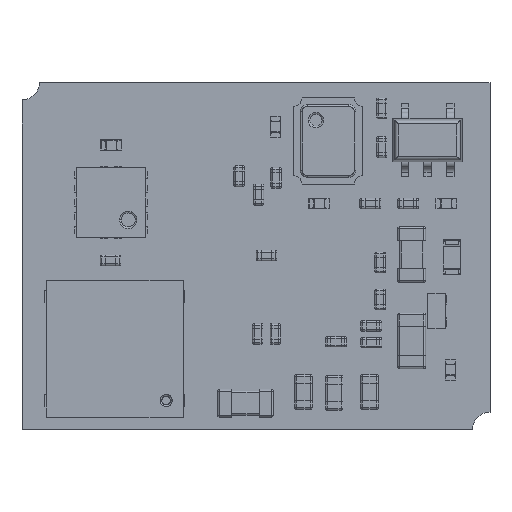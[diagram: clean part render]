
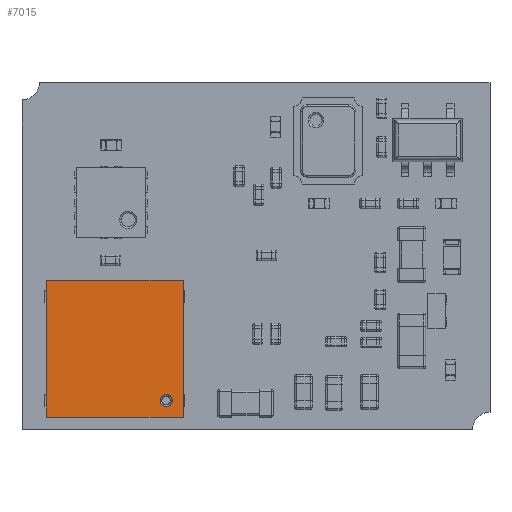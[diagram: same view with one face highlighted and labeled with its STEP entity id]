
A CAD part, top view. The second image highlights one B-rep face of the part: STEP entity #7015.
In plain terms, the highlighted face is planar.
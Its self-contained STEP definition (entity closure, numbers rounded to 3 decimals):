
#6589 = TOROIDAL_SURFACE('',#6590,0.125,0.05);
#6590 = AXIS2_PLACEMENT_3D('',#6591,#6592,#6593);
#6591 = CARTESIAN_POINT('',(-1.5,0.9,1.481));
#6592 = DIRECTION('',(0.,1.,0.));
#6593 = DIRECTION('',(0.,0.,1.));
#6616 = TOROIDAL_SURFACE('',#6617,0.125,0.05);
#6617 = AXIS2_PLACEMENT_3D('',#6618,#6619,#6620);
#6618 = CARTESIAN_POINT('',(-1.5,0.9,1.481));
#6619 = DIRECTION('',(0.,1.,0.));
#6620 = DIRECTION('',(0.,0.,1.));
#6632 = VERTEX_POINT('',#6633);
#6633 = CARTESIAN_POINT('',(-1.5,0.9,1.656));
#6655 = EDGE_CURVE('',#6656,#6632,#6658,.T.);
#6656 = VERTEX_POINT('',#6657);
#6657 = CARTESIAN_POINT('',(-1.5,0.9,1.306));
#6658 = SURFACE_CURVE('',#6659,(#6664,#6671),.PCURVE_S1.);
#6659 = CIRCLE('',#6660,0.175);
#6660 = AXIS2_PLACEMENT_3D('',#6661,#6662,#6663);
#6661 = CARTESIAN_POINT('',(-1.5,0.9,1.481));
#6662 = DIRECTION('',(0.,1.,0.));
#6663 = DIRECTION('',(0.,0.,1.));
#6664 = PCURVE('',#6616,#6665);
#6665 = DEFINITIONAL_REPRESENTATION('',(#6666),#6670);
#6666 = LINE('',#6667,#6668);
#6667 = CARTESIAN_POINT('',(0.,6.283));
#6668 = VECTOR('',#6669,1.);
#6669 = DIRECTION('',(1.,0.));
#6670 = ( GEOMETRIC_REPRESENTATION_CONTEXT(2) 
PARAMETRIC_REPRESENTATION_CONTEXT() REPRESENTATION_CONTEXT('2D SPACE',''
  ) );
#6671 = PCURVE('',#6672,#6677);
#6672 = PLANE('',#6673);
#6673 = AXIS2_PLACEMENT_3D('',#6674,#6675,#6676);
#6674 = CARTESIAN_POINT('',(0.,0.9,0.));
#6675 = DIRECTION('',(0.,1.,0.));
#6676 = DIRECTION('',(0.,0.,1.));
#6677 = DEFINITIONAL_REPRESENTATION('',(#6678),#6682);
#6678 = CIRCLE('',#6679,0.175);
#6679 = AXIS2_PLACEMENT_2D('',#6680,#6681);
#6680 = CARTESIAN_POINT('',(1.481,-1.5));
#6681 = DIRECTION('',(1.,0.));
#6682 = ( GEOMETRIC_REPRESENTATION_CONTEXT(2) 
PARAMETRIC_REPRESENTATION_CONTEXT() REPRESENTATION_CONTEXT('2D SPACE',''
  ) );
#6711 = VERTEX_POINT('',#6712);
#6712 = CARTESIAN_POINT('',(-1.975,0.9,-1.975));
#6721 = PLANE('',#6722);
#6722 = AXIS2_PLACEMENT_3D('',#6723,#6724,#6725);
#6723 = CARTESIAN_POINT('',(-1.975,0.9,1.975));
#6724 = DIRECTION('',(1.,0.,0.));
#6725 = DIRECTION('',(0.,0.,-1.));
#6733 = PLANE('',#6734);
#6734 = AXIS2_PLACEMENT_3D('',#6735,#6736,#6737);
#6735 = CARTESIAN_POINT('',(1.975,0.9,-1.975));
#6736 = DIRECTION('',(0.,0.,1.));
#6737 = DIRECTION('',(1.,0.,0.));
#6745 = EDGE_CURVE('',#6711,#6746,#6748,.T.);
#6746 = VERTEX_POINT('',#6747);
#6747 = CARTESIAN_POINT('',(-1.975,0.9,1.975));
#6748 = SURFACE_CURVE('',#6749,(#6753,#6760),.PCURVE_S1.);
#6749 = LINE('',#6750,#6751);
#6750 = CARTESIAN_POINT('',(-1.975,0.9,1.975));
#6751 = VECTOR('',#6752,1.);
#6752 = DIRECTION('',(0.,0.,1.));
#6753 = PCURVE('',#6721,#6754);
#6754 = DEFINITIONAL_REPRESENTATION('',(#6755),#6759);
#6755 = LINE('',#6756,#6757);
#6756 = CARTESIAN_POINT('',(0.,0.));
#6757 = VECTOR('',#6758,1.);
#6758 = DIRECTION('',(-1.,0.));
#6759 = ( GEOMETRIC_REPRESENTATION_CONTEXT(2) 
PARAMETRIC_REPRESENTATION_CONTEXT() REPRESENTATION_CONTEXT('2D SPACE',''
  ) );
#6760 = PCURVE('',#6672,#6761);
#6761 = DEFINITIONAL_REPRESENTATION('',(#6762),#6766);
#6762 = LINE('',#6763,#6764);
#6763 = CARTESIAN_POINT('',(1.975,-1.975));
#6764 = VECTOR('',#6765,1.);
#6765 = DIRECTION('',(1.,0.));
#6766 = ( GEOMETRIC_REPRESENTATION_CONTEXT(2) 
PARAMETRIC_REPRESENTATION_CONTEXT() REPRESENTATION_CONTEXT('2D SPACE',''
  ) );
#6784 = PLANE('',#6785);
#6785 = AXIS2_PLACEMENT_3D('',#6786,#6787,#6788);
#6786 = CARTESIAN_POINT('',(1.975,0.9,1.975));
#6787 = DIRECTION('',(0.,0.,-1.));
#6788 = DIRECTION('',(-1.,0.,0.));
#6826 = EDGE_CURVE('',#6746,#6827,#6829,.T.);
#6827 = VERTEX_POINT('',#6828);
#6828 = CARTESIAN_POINT('',(1.975,0.9,1.975));
#6829 = SURFACE_CURVE('',#6830,(#6834,#6841),.PCURVE_S1.);
#6830 = LINE('',#6831,#6832);
#6831 = CARTESIAN_POINT('',(1.975,0.9,1.975));
#6832 = VECTOR('',#6833,1.);
#6833 = DIRECTION('',(1.,0.,0.));
#6834 = PCURVE('',#6784,#6835);
#6835 = DEFINITIONAL_REPRESENTATION('',(#6836),#6840);
#6836 = LINE('',#6837,#6838);
#6837 = CARTESIAN_POINT('',(0.,0.));
#6838 = VECTOR('',#6839,1.);
#6839 = DIRECTION('',(-1.,0.));
#6840 = ( GEOMETRIC_REPRESENTATION_CONTEXT(2) 
PARAMETRIC_REPRESENTATION_CONTEXT() REPRESENTATION_CONTEXT('2D SPACE',''
  ) );
#6841 = PCURVE('',#6672,#6842);
#6842 = DEFINITIONAL_REPRESENTATION('',(#6843),#6847);
#6843 = LINE('',#6844,#6845);
#6844 = CARTESIAN_POINT('',(1.975,1.975));
#6845 = VECTOR('',#6846,1.);
#6846 = DIRECTION('',(0.,1.));
#6847 = ( GEOMETRIC_REPRESENTATION_CONTEXT(2) 
PARAMETRIC_REPRESENTATION_CONTEXT() REPRESENTATION_CONTEXT('2D SPACE',''
  ) );
#6865 = PLANE('',#6866);
#6866 = AXIS2_PLACEMENT_3D('',#6867,#6868,#6869);
#6867 = CARTESIAN_POINT('',(1.975,0.9,1.975));
#6868 = DIRECTION('',(-1.,0.,0.));
#6869 = DIRECTION('',(0.,0.,1.));
#6902 = EDGE_CURVE('',#6827,#6903,#6905,.T.);
#6903 = VERTEX_POINT('',#6904);
#6904 = CARTESIAN_POINT('',(1.975,0.9,-1.975));
#6905 = SURFACE_CURVE('',#6906,(#6910,#6917),.PCURVE_S1.);
#6906 = LINE('',#6907,#6908);
#6907 = CARTESIAN_POINT('',(1.975,0.9,1.975));
#6908 = VECTOR('',#6909,1.);
#6909 = DIRECTION('',(0.,0.,-1.));
#6910 = PCURVE('',#6865,#6911);
#6911 = DEFINITIONAL_REPRESENTATION('',(#6912),#6916);
#6912 = LINE('',#6913,#6914);
#6913 = CARTESIAN_POINT('',(0.,0.));
#6914 = VECTOR('',#6915,1.);
#6915 = DIRECTION('',(-1.,0.));
#6916 = ( GEOMETRIC_REPRESENTATION_CONTEXT(2) 
PARAMETRIC_REPRESENTATION_CONTEXT() REPRESENTATION_CONTEXT('2D SPACE',''
  ) );
#6917 = PCURVE('',#6672,#6918);
#6918 = DEFINITIONAL_REPRESENTATION('',(#6919),#6923);
#6919 = LINE('',#6920,#6921);
#6920 = CARTESIAN_POINT('',(1.975,1.975));
#6921 = VECTOR('',#6922,1.);
#6922 = DIRECTION('',(-1.,0.));
#6923 = ( GEOMETRIC_REPRESENTATION_CONTEXT(2) 
PARAMETRIC_REPRESENTATION_CONTEXT() REPRESENTATION_CONTEXT('2D SPACE',''
  ) );
#6994 = EDGE_CURVE('',#6903,#6711,#6995,.T.);
#6995 = SURFACE_CURVE('',#6996,(#7000,#7007),.PCURVE_S1.);
#6996 = LINE('',#6997,#6998);
#6997 = CARTESIAN_POINT('',(1.975,0.9,-1.975));
#6998 = VECTOR('',#6999,1.);
#6999 = DIRECTION('',(-1.,0.,0.));
#7000 = PCURVE('',#6733,#7001);
#7001 = DEFINITIONAL_REPRESENTATION('',(#7002),#7006);
#7002 = LINE('',#7003,#7004);
#7003 = CARTESIAN_POINT('',(0.,0.));
#7004 = VECTOR('',#7005,1.);
#7005 = DIRECTION('',(-1.,0.));
#7006 = ( GEOMETRIC_REPRESENTATION_CONTEXT(2) 
PARAMETRIC_REPRESENTATION_CONTEXT() REPRESENTATION_CONTEXT('2D SPACE',''
  ) );
#7007 = PCURVE('',#6672,#7008);
#7008 = DEFINITIONAL_REPRESENTATION('',(#7009),#7013);
#7009 = LINE('',#7010,#7011);
#7010 = CARTESIAN_POINT('',(-1.975,1.975));
#7011 = VECTOR('',#7012,1.);
#7012 = DIRECTION('',(0.,-1.));
#7013 = ( GEOMETRIC_REPRESENTATION_CONTEXT(2) 
PARAMETRIC_REPRESENTATION_CONTEXT() REPRESENTATION_CONTEXT('2D SPACE',''
  ) );
#7015 = ADVANCED_FACE('',(#7016,#7041),#6672,.T.);
#7016 = FACE_BOUND('',#7017,.T.);
#7017 = EDGE_LOOP('',(#7018,#7040));
#7018 = ORIENTED_EDGE('',*,*,#7019,.F.);
#7019 = EDGE_CURVE('',#6632,#6656,#7020,.T.);
#7020 = SURFACE_CURVE('',#7021,(#7026,#7033),.PCURVE_S1.);
#7021 = CIRCLE('',#7022,0.175);
#7022 = AXIS2_PLACEMENT_3D('',#7023,#7024,#7025);
#7023 = CARTESIAN_POINT('',(-1.5,0.9,1.481));
#7024 = DIRECTION('',(0.,1.,0.));
#7025 = DIRECTION('',(0.,0.,1.));
#7026 = PCURVE('',#6672,#7027);
#7027 = DEFINITIONAL_REPRESENTATION('',(#7028),#7032);
#7028 = CIRCLE('',#7029,0.175);
#7029 = AXIS2_PLACEMENT_2D('',#7030,#7031);
#7030 = CARTESIAN_POINT('',(1.481,-1.5));
#7031 = DIRECTION('',(1.,0.));
#7032 = ( GEOMETRIC_REPRESENTATION_CONTEXT(2) 
PARAMETRIC_REPRESENTATION_CONTEXT() REPRESENTATION_CONTEXT('2D SPACE',''
  ) );
#7033 = PCURVE('',#6589,#7034);
#7034 = DEFINITIONAL_REPRESENTATION('',(#7035),#7039);
#7035 = LINE('',#7036,#7037);
#7036 = CARTESIAN_POINT('',(0.,6.283));
#7037 = VECTOR('',#7038,1.);
#7038 = DIRECTION('',(1.,0.));
#7039 = ( GEOMETRIC_REPRESENTATION_CONTEXT(2) 
PARAMETRIC_REPRESENTATION_CONTEXT() REPRESENTATION_CONTEXT('2D SPACE',''
  ) );
#7040 = ORIENTED_EDGE('',*,*,#6655,.F.);
#7041 = FACE_BOUND('',#7042,.T.);
#7042 = EDGE_LOOP('',(#7043,#7044,#7045,#7046));
#7043 = ORIENTED_EDGE('',*,*,#6745,.T.);
#7044 = ORIENTED_EDGE('',*,*,#6826,.T.);
#7045 = ORIENTED_EDGE('',*,*,#6902,.T.);
#7046 = ORIENTED_EDGE('',*,*,#6994,.T.);
